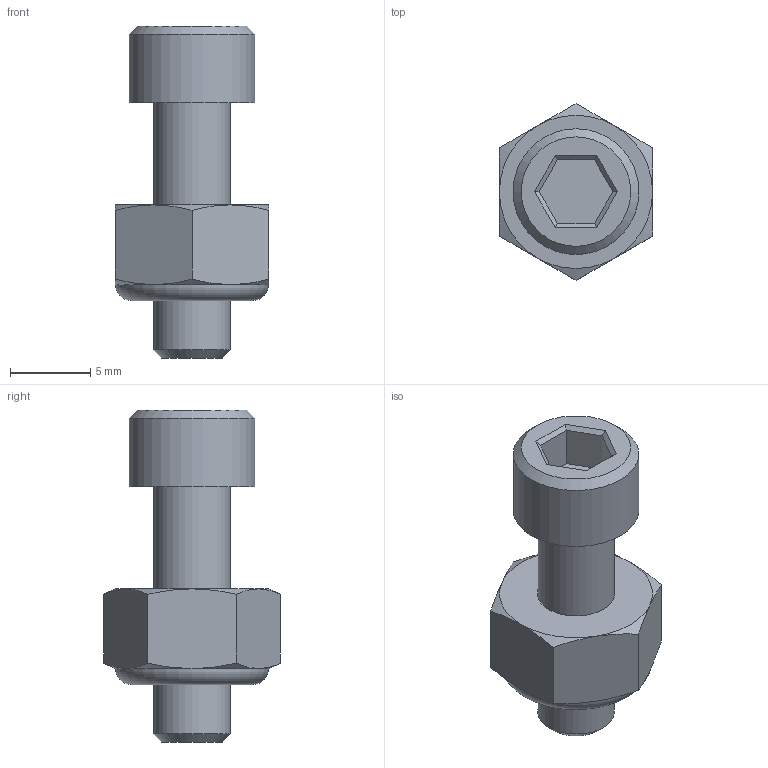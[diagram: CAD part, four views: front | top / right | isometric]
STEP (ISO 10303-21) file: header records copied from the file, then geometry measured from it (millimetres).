
FILE_DESCRIPTION(/* description */ (''),/* implementation_level */ '2;1');
FILE_NAME(/* name */ '10-32x0625 with nut.iam.step',/* time_stamp */ '2015-01-02T19:29:29-08:00',/* author */ ('Philip'),/* organization */ (''),/* preprocessor_version */ 'ST-DEVELOPER v15.6',/* originating_system */ 'Autodesk Inventor 2015',/* authorisation */ '');
FILE_SCHEMA (('AUTOMOTIVE_DESIGN { 1 0 10303 214 3 1 1 }'));
Length unit declared in the file: inch
Products named in the file (3): 10-32 Nylock Nut 1_90631A411; SHCS 10-32 x 0.625; 10-32x0625 with nut
Assembly tree (2 placements, depth 2):
  10-32x0625 with nut
    10-32 Nylock Nut 1_90631A411
    SHCS 10-32 x 0.625
Bounding box: 9.53 x 11 x 20.65 mm (x, y, z)
Volume: 820.7 mm3; surface area: 1096.5 mm2
Topology: 3 solids, 3 shells, 80 faces, 177 edges, 107 vertices
Faces by surface type: cone 31, plane 28, cylinder 18, torus 3
Full cylindrical faces by diameter (mm): 4.091 x1, 4.178 x5, 4.775 x1, 4.826 x5, 5.816 x1, 7.823 x1
Entity records: 2384 total; most frequent: CARTESIAN_POINT 823, DIRECTION 312, ORIENTED_EDGE 266, AXIS2_PLACEMENT_3D 138, EDGE_CURVE 133, EDGE_LOOP 118, VERTEX_POINT 93, FACE_OUTER_BOUND 80
